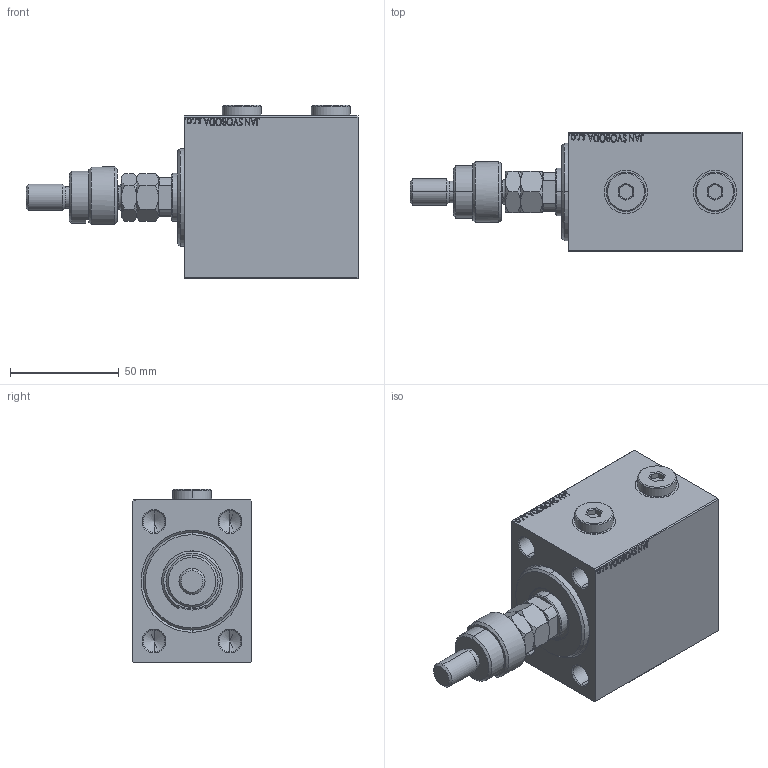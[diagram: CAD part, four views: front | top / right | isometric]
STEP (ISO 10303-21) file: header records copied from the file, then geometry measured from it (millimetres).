
FILE_DESCRIPTION (( 'STEP AP203' ), '1' );
FILE_NAME ('3b14.STEP', '2024-10-23T06:37:55', ( '' ), ( '' ), 'SwSTEP 2.0', 'SolidWorks 2019', '' );
FILE_SCHEMA (( 'CONFIG_CONTROL_DESIGN' ));
Length unit declared in the file: millimetre
Products named in the file (8): DFA a7c257a1b8b959d958de4875cc8ac7d9; Zatka_OIL_PORT a7c257a1b8b959d958de4875cc8ac7d9; V450CM_VC_B a7c257a1b8b959d958de4875cc8ac7d9; V450CM_B_Body a7c257a1b8b959d958de4875cc8ac7d9; MFA a7c257a1b8b959d958de4875cc8ac7d9; 3b14; V450CM_B_VCP a7c257a1b8b959d958de4875cc8ac7d9; FEMALE_PART_FOR_DFA a7c257a1b8b959d958de4875cc8ac7d9
Assembly tree (8 placements, depth 3):
  3b14
    V450CM_B_Body a7c257a1b8b959d958de4875cc8ac7d9
    V450CM_B_VCP a7c257a1b8b959d958de4875cc8ac7d9
    V450CM_VC_B a7c257a1b8b959d958de4875cc8ac7d9
    DFA a7c257a1b8b959d958de4875cc8ac7d9
      FEMALE_PART_FOR_DFA a7c257a1b8b959d958de4875cc8ac7d9
      MFA a7c257a1b8b959d958de4875cc8ac7d9
    Zatka_OIL_PORT a7c257a1b8b959d958de4875cc8ac7d9  x2
Bounding box: 153 x 55 x 79.9 mm (x, y, z)
Volume: 324482.6 mm3; surface area: 66753.6 mm2
Topology: 7 solids, 7 shells, 1020 faces, 2556 edges, 1653 vertices
Faces by surface type: plane 463, bspline 380, cone 90, cylinder 83, torus 4
Entity records: 48410 total; most frequent: CARTESIAN_POINT 26194, ORIENTED_EDGE 4996, DIRECTION 3166, EDGE_CURVE 2498, VERTEX_POINT 1629, VECTOR 1436, LINE 1436, EDGE_LOOP 1131
